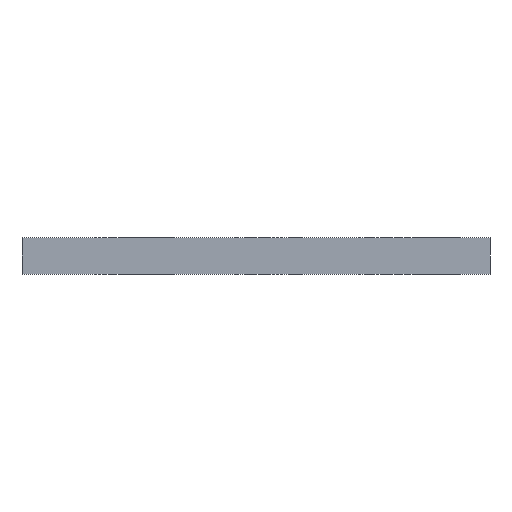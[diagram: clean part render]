
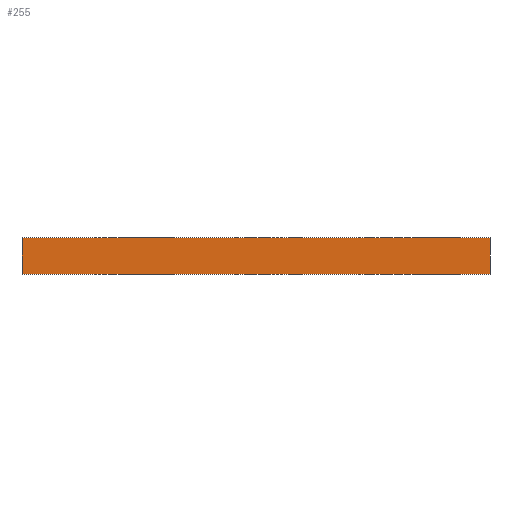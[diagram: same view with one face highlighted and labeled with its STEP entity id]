
A CAD part, front view. The second image highlights one B-rep face of the part: STEP entity #255.
In plain terms, the highlighted planar face has unit normal (0, -1, 0).
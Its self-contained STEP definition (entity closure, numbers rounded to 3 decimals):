
#24 = DIRECTION ( 'NONE',  ( 1., 0., 0. ) ) ;
#87 = CARTESIAN_POINT ( 'NONE',  ( 17.17, -2.87, 0. ) ) ;
#124 = ORIENTED_EDGE ( 'NONE', *, *, #929, .F. ) ;
#133 = ORIENTED_EDGE ( 'NONE', *, *, #917, .F. ) ;
#138 = ORIENTED_EDGE ( 'NONE', *, *, #949, .T. ) ;
#159 = CARTESIAN_POINT ( 'NONE',  ( -3.031, -2.87, 0. ) ) ;
#204 = VERTEX_POINT ( 'NONE', #918 ) ;
#218 = EDGE_CURVE ( 'NONE', #225, #248, #467, .T. ) ;
#225 = VERTEX_POINT ( 'NONE', #873 ) ;
#228 = ORIENTED_EDGE ( 'NONE', *, *, #218, .T. ) ;
#248 = VERTEX_POINT ( 'NONE', #832 ) ;
#251 = AXIS2_PLACEMENT_3D ( 'NONE', #845, #823, #825 ) ;
#255 = ADVANCED_FACE ( 'NONE', ( #711 ), #828, .F. ) ;
#348 = EDGE_LOOP ( 'NONE', ( #138, #133, #124, #228 ) ) ;
#395 = VERTEX_POINT ( 'NONE', #87 ) ;
#452 = DIRECTION ( 'NONE',  ( 0., 0., -1. ) ) ;
#462 = VECTOR ( 'NONE', #932, 1000. ) ;
#467 = LINE ( 'NONE', #936, #462 ) ;
#520 = CARTESIAN_POINT ( 'NONE',  ( 17.17, -2.87, 1.587 ) ) ;
#604 = VECTOR ( 'NONE', #24, 1000. ) ;
#612 = LINE ( 'NONE', #159, #604 ) ;
#616 = DIRECTION ( 'NONE',  ( 1., 0., 0. ) ) ;
#625 = CARTESIAN_POINT ( 'NONE',  ( -3.031, -2.87, 1.587 ) ) ;
#632 = VECTOR ( 'NONE', #616, 1000. ) ;
#637 = LINE ( 'NONE', #625, #632 ) ;
#646 = VECTOR ( 'NONE', #452, 1000. ) ;
#653 = LINE ( 'NONE', #520, #646 ) ;
#711 = FACE_OUTER_BOUND ( 'NONE', #348, .T. ) ;
#823 = DIRECTION ( 'NONE',  ( 0., 1., 0. ) ) ;
#825 = DIRECTION ( 'NONE',  ( 0., 0., 1. ) ) ;
#828 = PLANE ( 'NONE',  #251 ) ;
#832 = CARTESIAN_POINT ( 'NONE',  ( -3.031, -2.87, 0. ) ) ;
#845 = CARTESIAN_POINT ( 'NONE',  ( -3.031, -2.87, 1.587 ) ) ;
#873 = CARTESIAN_POINT ( 'NONE',  ( -3.031, -2.87, 1.587 ) ) ;
#917 = EDGE_CURVE ( 'NONE', #204, #395, #653, .T. ) ;
#918 = CARTESIAN_POINT ( 'NONE',  ( 17.17, -2.87, 1.587 ) ) ;
#929 = EDGE_CURVE ( 'NONE', #225, #204, #637, .T. ) ;
#932 = DIRECTION ( 'NONE',  ( 0., 0., -1. ) ) ;
#936 = CARTESIAN_POINT ( 'NONE',  ( -3.031, -2.87, 1.587 ) ) ;
#949 = EDGE_CURVE ( 'NONE', #248, #395, #612, .T. ) ;
